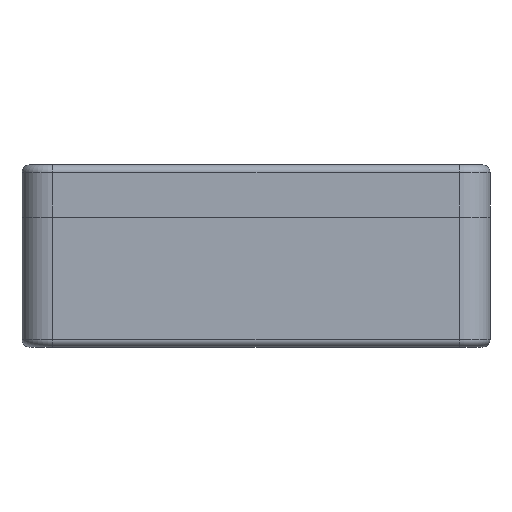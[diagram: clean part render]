
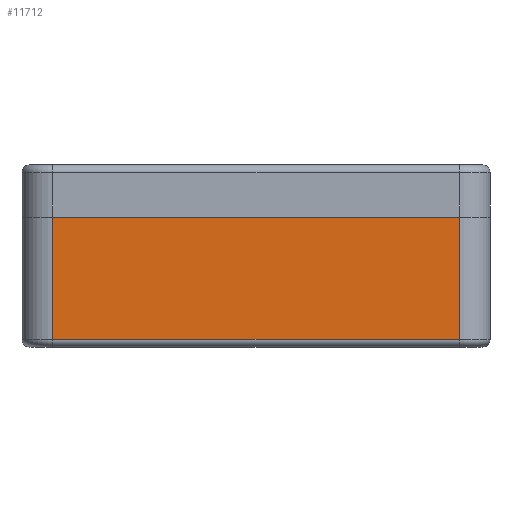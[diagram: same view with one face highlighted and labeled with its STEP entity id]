
A CAD part, front view. The second image highlights one B-rep face of the part: STEP entity #11712.
In plain terms, the highlighted planar face has unit normal (0, -1, 0).
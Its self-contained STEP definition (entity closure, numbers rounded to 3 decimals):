
#626=PLANE('',#12825);
#1117=FACE_OUTER_BOUND('',#1787,.T.);
#1787=EDGE_LOOP('',(#9938,#9939,#9940,#9941));
#2561=LINE('',#19929,#3544);
#2767=LINE('',#20642,#3750);
#2768=LINE('',#20645,#3751);
#2769=LINE('',#20646,#3752);
#3544=VECTOR('',#15034,40.767);
#3750=VECTOR('',#15624,12.281);
#3751=VECTOR('',#15627,40.767);
#3752=VECTOR('',#15628,12.281);
#5239=VERTEX_POINT('',#19926);
#5240=VERTEX_POINT('',#19928);
#5555=VERTEX_POINT('',#20640);
#5556=VERTEX_POINT('',#20644);
#6755=EDGE_CURVE('',#5239,#5240,#2561,.T.);
#7118=EDGE_CURVE('',#5239,#5555,#2767,.T.);
#7119=EDGE_CURVE('',#5555,#5556,#2768,.T.);
#7120=EDGE_CURVE('',#5556,#5240,#2769,.T.);
#9938=ORIENTED_EDGE('',*,*,#7118,.T.);
#9939=ORIENTED_EDGE('',*,*,#7119,.T.);
#9940=ORIENTED_EDGE('',*,*,#7120,.T.);
#9941=ORIENTED_EDGE('',*,*,#6755,.F.);
#11712=ADVANCED_FACE('',(#1117),#626,.F.);
#12825=AXIS2_PLACEMENT_3D('',#20643,#15625,#15626);
#15034=DIRECTION('',(1.,0.,0.));
#15624=DIRECTION('',(0.,0.,-1.));
#15625=DIRECTION('center_axis',(0.,1.,0.));
#15626=DIRECTION('ref_axis',(-1.,0.,0.));
#15627=DIRECTION('',(1.,0.,0.));
#15628=DIRECTION('',(0.,0.,1.));
#19926=CARTESIAN_POINT('',(-20.384,-38.1,13.043));
#19928=CARTESIAN_POINT('',(20.384,-38.1,13.043));
#19929=CARTESIAN_POINT('',(-20.384,-38.1,13.043));
#20640=CARTESIAN_POINT('',(-20.384,-38.1,0.762));
#20642=CARTESIAN_POINT('',(-20.384,-38.1,13.043));
#20643=CARTESIAN_POINT('Origin',(3.239,-38.1,13.907));
#20644=CARTESIAN_POINT('',(20.384,-38.1,0.762));
#20645=CARTESIAN_POINT('',(-20.384,-38.1,0.762));
#20646=CARTESIAN_POINT('',(20.384,-38.1,0.762));
